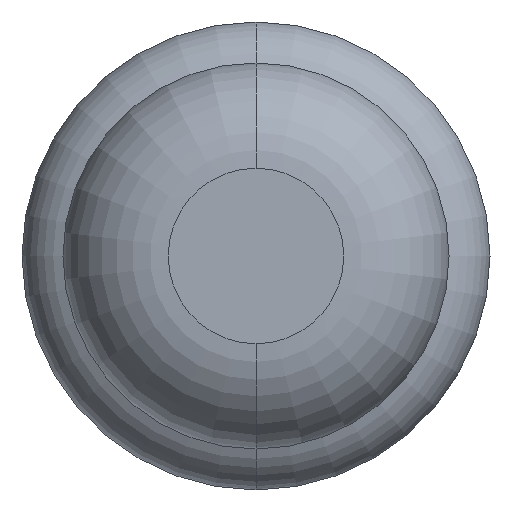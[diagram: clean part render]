
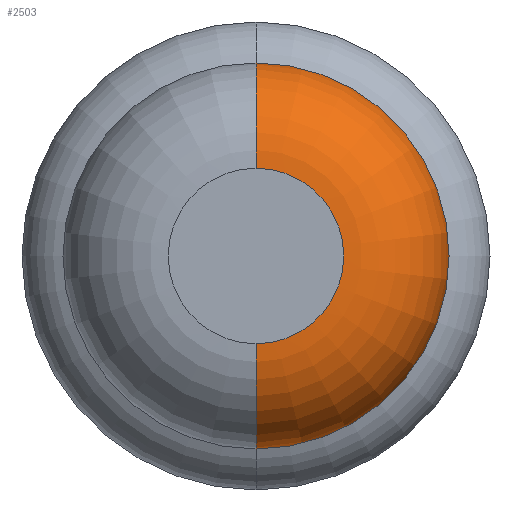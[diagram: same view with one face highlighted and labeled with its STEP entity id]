
A CAD part, front view. The second image highlights one B-rep face of the part: STEP entity #2503.
In plain terms, the highlighted toroidal (fillet/blend) face has major radius 0.375 mm and minor radius 0.45 mm.
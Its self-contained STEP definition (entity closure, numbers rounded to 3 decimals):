
#17 = EDGE_CURVE ( 'Defeature ausgef�hrt1_9+Defeature ausgef�hrt1_8+Defeature ausgef�hrt1_8+Defeature ausgef�hrt1_8', #3015, #4048, #175, .T. ) ;
#22 = AXIS2_PLACEMENT_3D ( 'NONE', #4101, #1527, #2146 ) ;
#128 = CARTESIAN_POINT ( 'NONE',  ( 0., -27.4, 0.375 ) ) ;
#136 = ORIENTED_EDGE ( 'NONE', *, *, #17, .F. ) ;
#175 = CIRCLE ( 'NONE', #3399, 0.825 ) ;
#176 = ORIENTED_EDGE ( 'NONE', *, *, #2911, .T. ) ;
#538 = VERTEX_POINT ( 'NONE', #128 ) ;
#559 = CIRCLE ( 'NONE', #755, 0.45 ) ;
#755 = AXIS2_PLACEMENT_3D ( 'NONE', #3357, #2676, #3728 ) ;
#810 = CARTESIAN_POINT ( 'NONE',  ( 0., -27.4, -0.375 ) ) ;
#983 = ORIENTED_EDGE ( 'NONE', *, *, #2379, .T. ) ;
#1087 = CARTESIAN_POINT ( 'NONE',  ( 0., -26.95, 0.375 ) ) ;
#1170 = CARTESIAN_POINT ( 'NONE',  ( 0., -26.95, 0. ) ) ;
#1507 = FACE_OUTER_BOUND ( 'NONE', #3579, .T. ) ;
#1526 = ORIENTED_EDGE ( 'NONE', *, *, #3704, .F. ) ;
#1527 = DIRECTION ( 'NONE',  ( 0., 1., 0. ) ) ;
#1820 = VERTEX_POINT ( 'NONE', #810 ) ;
#1845 = CARTESIAN_POINT ( 'NONE',  ( 0., -26.95, 0.825 ) ) ;
#1856 = CIRCLE ( 'NONE', #2945, 0.45 ) ;
#1912 = CIRCLE ( 'NONE', #2973, 0.375 ) ;
#2062 = TOROIDAL_SURFACE ( 'NONE', #22, 0.375, 0.45 ) ;
#2146 = DIRECTION ( 'NONE',  ( 0., 0., 1. ) ) ;
#2379 = EDGE_CURVE ( 'Defeature ausgef�hrt1_8+Defeature ausgef�hrt1_7+Defeature ausgef�hrt1_7+Defeature ausgef�hrt1_7', #538, #1820, #1912, .T. ) ;
#2426 = CARTESIAN_POINT ( 'NONE',  ( 0., -27.4, 0. ) ) ;
#2503 = ADVANCED_FACE ( 'Defeature ausgef�hrt1_8', ( #1507 ), #2062, .T. ) ;
#2676 = DIRECTION ( 'NONE',  ( 1., 0., 0. ) ) ;
#2873 = DIRECTION ( 'NONE',  ( 0., 0., 1. ) ) ;
#2911 = EDGE_CURVE ( 'NONE', #1820, #4048, #559, .T. ) ;
#2913 = CARTESIAN_POINT ( 'NONE',  ( 0., -26.95, -0.825 ) ) ;
#2945 = AXIS2_PLACEMENT_3D ( 'NONE', #1087, #3018, #2873 ) ;
#2973 = AXIS2_PLACEMENT_3D ( 'NONE', #2426, #4039, #3732 ) ;
#3015 = VERTEX_POINT ( 'NONE', #1845 ) ;
#3018 = DIRECTION ( 'NONE',  ( -1., 0., 0. ) ) ;
#3357 = CARTESIAN_POINT ( 'NONE',  ( 0., -26.95, -0.375 ) ) ;
#3399 = AXIS2_PLACEMENT_3D ( 'NONE', #1170, #3425, #4026 ) ;
#3425 = DIRECTION ( 'NONE',  ( 0., 1., 0. ) ) ;
#3579 = EDGE_LOOP ( 'NONE', ( #983, #176, #136, #1526 ) ) ;
#3704 = EDGE_CURVE ( 'NONE', #538, #3015, #1856, .T. ) ;
#3728 = DIRECTION ( 'NONE',  ( 0., 0., -1. ) ) ;
#3732 = DIRECTION ( 'NONE',  ( 0., 0., 1. ) ) ;
#4026 = DIRECTION ( 'NONE',  ( 0., 0., 1. ) ) ;
#4039 = DIRECTION ( 'NONE',  ( 0., 1., 0. ) ) ;
#4048 = VERTEX_POINT ( 'NONE', #2913 ) ;
#4101 = CARTESIAN_POINT ( 'NONE',  ( 0., -26.95, 0. ) ) ;
